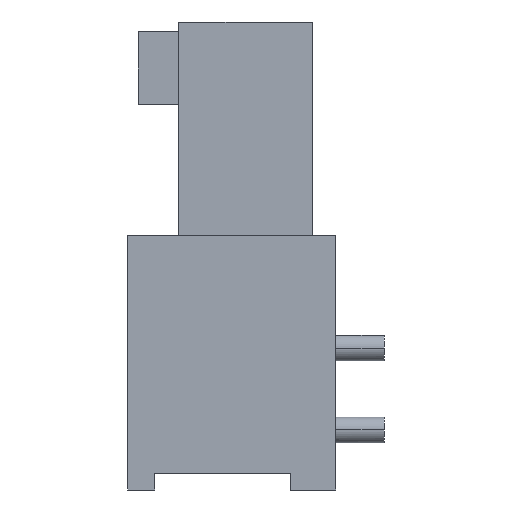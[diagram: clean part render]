
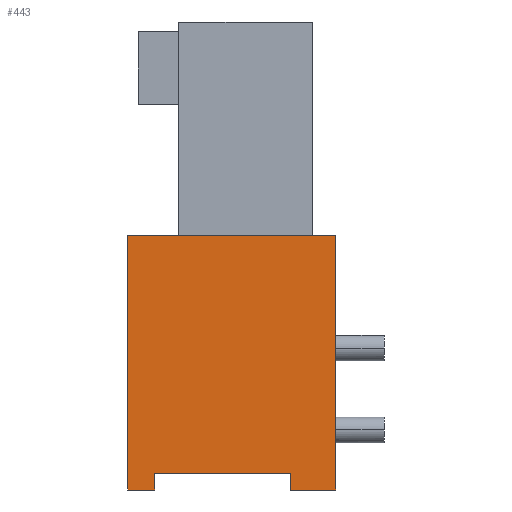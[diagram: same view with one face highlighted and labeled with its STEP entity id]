
A CAD part, left-side view. The second image highlights one B-rep face of the part: STEP entity #443.
In plain terms, the highlighted planar face has unit normal (-1, 0, 0).
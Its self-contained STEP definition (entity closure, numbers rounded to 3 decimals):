
#391=AXIS2_PLACEMENT_3D('Plane Axis2P3D',#388,#389,#390) ;
#49=CARTESIAN_POINT('Vertex',(0.,1.5,7.9)) ;
#52=CARTESIAN_POINT('Line Origine',(0.,1.5,3.95)) ;
#56=CARTESIAN_POINT('Vertex',(0.,1.5,0.)) ;
#169=CARTESIAN_POINT('Vertex',(0.,7.95,7.9)) ;
#172=CARTESIAN_POINT('Line Origine',(0.,4.725,7.9)) ;
#388=CARTESIAN_POINT('Axis2P3D Location',(0.,7.95,7.9)) ;
#393=CARTESIAN_POINT('Line Origine',(0.,7.11,0.25)) ;
#397=CARTESIAN_POINT('Vertex',(0.,7.11,0.5)) ;
#399=CARTESIAN_POINT('Vertex',(0.,7.11,0.)) ;
#402=CARTESIAN_POINT('Line Origine',(0.,5.001,0.5)) ;
#406=CARTESIAN_POINT('Vertex',(0.,2.893,0.5)) ;
#409=CARTESIAN_POINT('Line Origine',(0.,2.893,0.25)) ;
#413=CARTESIAN_POINT('Vertex',(0.,2.893,0.)) ;
#416=CARTESIAN_POINT('Line Origine',(0.,2.196,0.)) ;
#421=CARTESIAN_POINT('Line Origine',(0.,7.95,3.95)) ;
#425=CARTESIAN_POINT('Vertex',(0.,7.95,0.)) ;
#428=CARTESIAN_POINT('Line Origine',(0.,7.53,0.)) ;
#53=DIRECTION('Vector Direction',(0.,0.,-1.)) ;
#173=DIRECTION('Vector Direction',(0.,-1.,0.)) ;
#389=DIRECTION('Axis2P3D Direction',(1.,0.,0.)) ;
#390=DIRECTION('Axis2P3D XDirection',(0.,-1.,0.)) ;
#394=DIRECTION('Vector Direction',(0.,0.,-1.)) ;
#403=DIRECTION('Vector Direction',(0.,1.,0.)) ;
#410=DIRECTION('Vector Direction',(0.,0.,-1.)) ;
#417=DIRECTION('Vector Direction',(0.,-1.,0.)) ;
#422=DIRECTION('Vector Direction',(0.,0.,-1.)) ;
#429=DIRECTION('Vector Direction',(0.,-1.,0.)) ;
#54=VECTOR('Line Direction',#53,1.) ;
#174=VECTOR('Line Direction',#173,1.) ;
#395=VECTOR('Line Direction',#394,1.) ;
#404=VECTOR('Line Direction',#403,1.) ;
#411=VECTOR('Line Direction',#410,1.) ;
#418=VECTOR('Line Direction',#417,1.) ;
#423=VECTOR('Line Direction',#422,1.) ;
#430=VECTOR('Line Direction',#429,1.) ;
#434=ORIENTED_EDGE('',*,*,#401,.F.) ;
#435=ORIENTED_EDGE('',*,*,#408,.F.) ;
#436=ORIENTED_EDGE('',*,*,#415,.T.) ;
#437=ORIENTED_EDGE('',*,*,#420,.T.) ;
#438=ORIENTED_EDGE('',*,*,#58,.F.) ;
#439=ORIENTED_EDGE('',*,*,#176,.F.) ;
#440=ORIENTED_EDGE('',*,*,#427,.T.) ;
#441=ORIENTED_EDGE('',*,*,#432,.T.) ;
#443=ADVANCED_FACE('HOUSING',(#442),#392,.F.) ;
#58=EDGE_CURVE('',#50,#57,#55,.T.) ;
#176=EDGE_CURVE('',#170,#50,#175,.T.) ;
#401=EDGE_CURVE('',#398,#400,#396,.T.) ;
#408=EDGE_CURVE('',#407,#398,#405,.T.) ;
#415=EDGE_CURVE('',#407,#414,#412,.T.) ;
#420=EDGE_CURVE('',#414,#57,#419,.T.) ;
#427=EDGE_CURVE('',#170,#426,#424,.T.) ;
#432=EDGE_CURVE('',#426,#400,#431,.T.) ;
#433=EDGE_LOOP('',(#434,#435,#436,#437,#438,#439,#440,#441)) ;
#442=FACE_OUTER_BOUND('',#433,.T.) ;
#55=LINE('Line',#52,#54) ;
#175=LINE('Line',#172,#174) ;
#396=LINE('Line',#393,#395) ;
#405=LINE('Line',#402,#404) ;
#412=LINE('Line',#409,#411) ;
#419=LINE('Line',#416,#418) ;
#424=LINE('Line',#421,#423) ;
#431=LINE('Line',#428,#430) ;
#392=PLANE('',#391) ;
#50=VERTEX_POINT('',#49) ;
#57=VERTEX_POINT('',#56) ;
#170=VERTEX_POINT('',#169) ;
#398=VERTEX_POINT('',#397) ;
#400=VERTEX_POINT('',#399) ;
#407=VERTEX_POINT('',#406) ;
#414=VERTEX_POINT('',#413) ;
#426=VERTEX_POINT('',#425) ;
